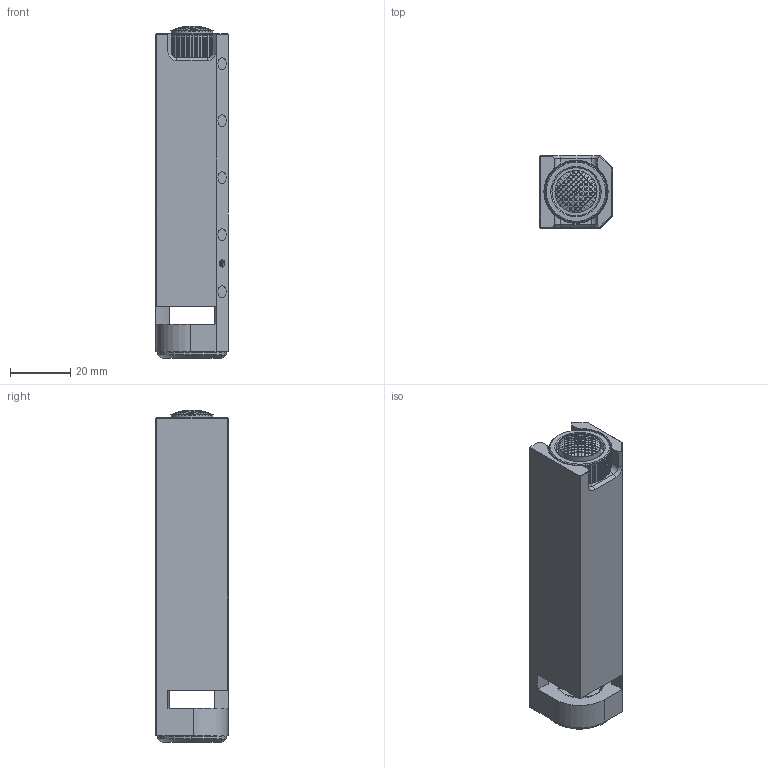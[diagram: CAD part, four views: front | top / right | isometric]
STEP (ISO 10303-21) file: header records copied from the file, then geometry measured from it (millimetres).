
FILE_DESCRIPTION((''),'2;1');
FILE_NAME('MX2-L360_ASM','2021-12-15T',('daizhiwen'),(''),'CREO PARAMETRIC BY PTC INC, 2018360','CREO PARAMETRIC BY PTC INC, 2018360','');
FILE_SCHEMA(('CONFIG_CONTROL_DESIGN'));
Products named in the file (13): MX2-L360_A1; MX2-L360_A2; MX2-L360_A3; MX2-L360_A4; MX2-L360_A5; MX2-L360_A6; MX2-L360_A7; MX2-L360_A9; BATTERY; AN; MX2-L360_A8; MX2-L360_A10; MX2-L360_ASM
Assembly tree (13 placements, depth 2):
  MX2-L360_ASM
    MX2-L360_A1
    MX2-L360_A2
    MX2-L360_A3
    MX2-L360_A4
    MX2-L360_A5
    MX2-L360_A6  x2
    MX2-L360_A7
    MX2-L360_A9
    BATTERY
    AN
    MX2-L360_A8
    MX2-L360_A10
Bounding box: 24 x 24 x 110.66 mm (x, y, z)
Volume: 47801.6 mm3; surface area: 30809.9 mm2
Topology: 21 solids, 21 shells, 1283 faces, 3572 edges, 2361 vertices
Faces by surface type: plane 493, cylinder 368, sphere 224, bspline 131, cone 65, torus 2
Entity records: 68445 total; most frequent: CARTESIAN_POINT 36196, ORIENTED_EDGE 7080, DIRECTION 6432, EDGE_CURVE 3540, AXIS2_PLACEMENT_3D 2537, VERTEX_POINT 2341, CIRCLE 1379, VECTOR 1358
